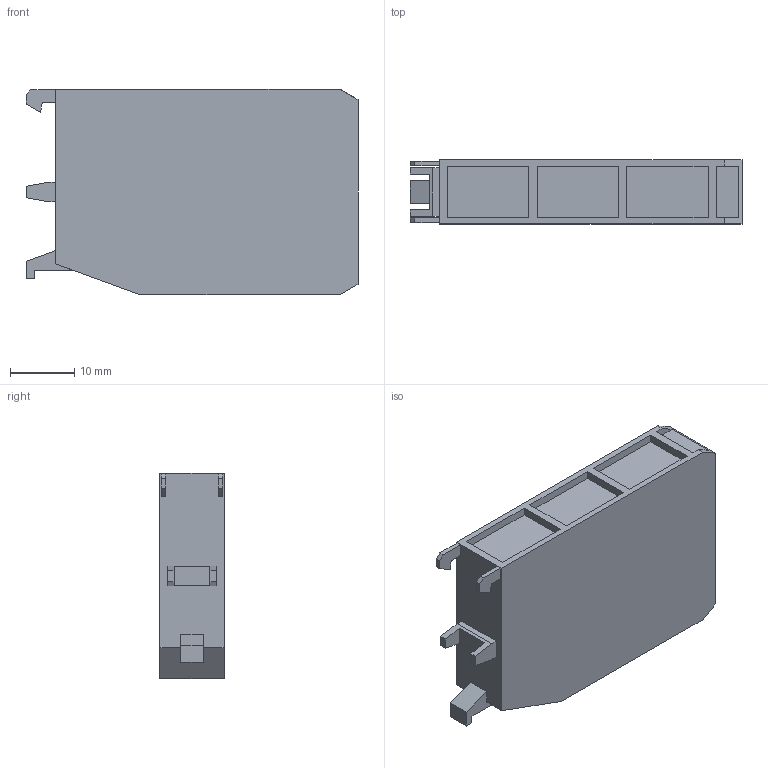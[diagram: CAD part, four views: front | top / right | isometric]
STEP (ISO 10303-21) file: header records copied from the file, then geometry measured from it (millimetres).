
FILE_DESCRIPTION(('starvars output'),'2;1');
FILE_NAME('ZBE203_3D.stp','10:51:52 2020/03/31',( 'Thomas Industrial Network Germany GmbH'),( 'Thomas Industrial Network Germany GmbH'),'unknown preprocess','ACIS' ,'unknown authorization');
FILE_SCHEMA(('AUTOMOTIVE_DESIGN_CC2 {UNKNOWN IMPLEMENTATION LEVEL}'));
Length unit declared in the file: millimetre
Products named in the file (1): PRODUCT_ID_565
Bounding box: 51.77 x 10 x 32 mm (x, y, z)
Volume: 14395.3 mm3; surface area: 4876.6 mm2
Topology: 1 solids, 1 shells, 70 faces, 180 edges, 120 vertices
Faces by surface type: plane 66, cylinder 4
Entity records: 2625 total; most frequent: ORIENTED_EDGE 360, CARTESIAN_POINT 346, DIRECTION 290, EDGE_CURVE 180, VECTOR 162, LINE 162, VERTEX_POINT 120, EDGE_LOOP 78
